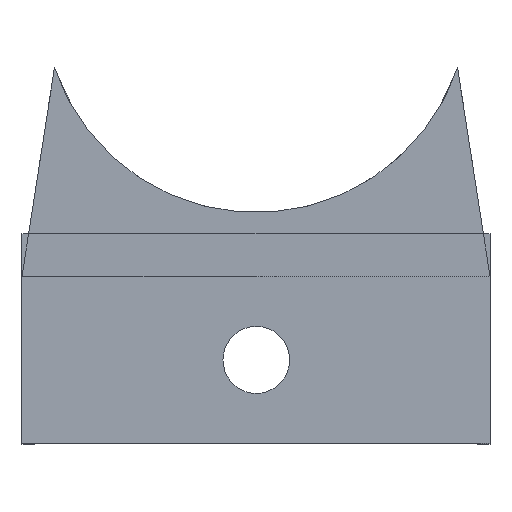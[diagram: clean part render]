
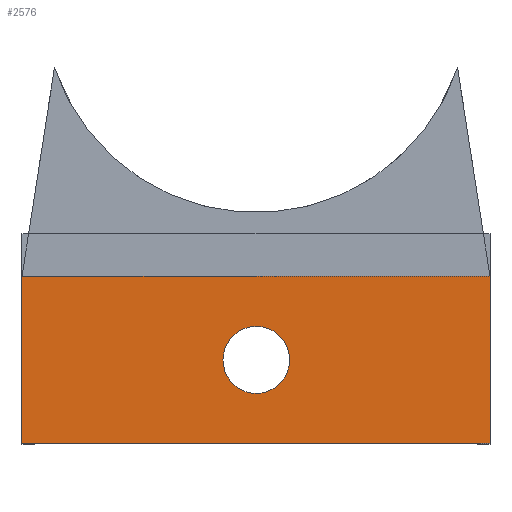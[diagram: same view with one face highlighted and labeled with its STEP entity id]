
A CAD part, top view. The second image highlights one B-rep face of the part: STEP entity #2576.
In plain terms, the highlighted planar face has unit normal (0, 0, 1).
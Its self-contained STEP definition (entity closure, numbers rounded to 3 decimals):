
#44 = PLANE('',#45);
#45 = AXIS2_PLACEMENT_3D('',#46,#47,#48);
#46 = CARTESIAN_POINT('',(52.467,-0.741,
    -12.838));
#47 = DIRECTION('',(1.,0.,0.));
#48 = DIRECTION('',(0.,0.,1.));
#274 = PLANE('',#275);
#275 = AXIS2_PLACEMENT_3D('',#276,#277,#278);
#276 = CARTESIAN_POINT('',(30.467,-0.741,
    -12.838));
#277 = DIRECTION('',(1.,0.,0.));
#278 = DIRECTION('',(0.,0.,1.));
#1019 = VERTEX_POINT('',#1020);
#1020 = CARTESIAN_POINT('',(52.467,1.842,-3.));
#1034 = PLANE('',#1035);
#1035 = AXIS2_PLACEMENT_3D('',#1036,#1037,#1038);
#1036 = CARTESIAN_POINT('',(52.467,1.842,
    0.));
#1037 = DIRECTION('',(0.,-1.,0.));
#1038 = DIRECTION('',(0.,0.,-1.));
#1046 = EDGE_CURVE('',#1019,#1047,#1049,.T.);
#1047 = VERTEX_POINT('',#1048);
#1048 = CARTESIAN_POINT('',(52.467,-6.,-3.));
#1049 = SURFACE_CURVE('',#1050,(#1054,#1061),.PCURVE_S1.);
#1050 = LINE('',#1051,#1052);
#1051 = CARTESIAN_POINT('',(52.467,1.842,-3.));
#1052 = VECTOR('',#1053,1.);
#1053 = DIRECTION('',(0.,-1.,0.));
#1054 = PCURVE('',#44,#1055);
#1055 = DEFINITIONAL_REPRESENTATION('',(#1056),#1060);
#1056 = LINE('',#1057,#1058);
#1057 = CARTESIAN_POINT('',(9.838,-2.584));
#1058 = VECTOR('',#1059,1.);
#1059 = DIRECTION('',(0.,1.));
#1060 = ( GEOMETRIC_REPRESENTATION_CONTEXT(2) 
PARAMETRIC_REPRESENTATION_CONTEXT() REPRESENTATION_CONTEXT('2D SPACE',''
  ) );
#1061 = PCURVE('',#1062,#1067);
#1062 = PLANE('',#1063);
#1063 = AXIS2_PLACEMENT_3D('',#1064,#1065,#1066);
#1064 = CARTESIAN_POINT('',(52.467,1.842,-3.));
#1065 = DIRECTION('',(0.,0.,1.));
#1066 = DIRECTION('',(0.,-1.,0.));
#1067 = DEFINITIONAL_REPRESENTATION('',(#1068),#1072);
#1068 = LINE('',#1069,#1070);
#1069 = CARTESIAN_POINT('',(0.,0.));
#1070 = VECTOR('',#1071,1.);
#1071 = DIRECTION('',(1.,0.));
#1072 = ( GEOMETRIC_REPRESENTATION_CONTEXT(2) 
PARAMETRIC_REPRESENTATION_CONTEXT() REPRESENTATION_CONTEXT('2D SPACE',''
  ) );
#1088 = PLANE('',#1089);
#1089 = AXIS2_PLACEMENT_3D('',#1090,#1091,#1092);
#1090 = CARTESIAN_POINT('',(52.467,-6.,-3.));
#1091 = DIRECTION('',(0.,-1.,0.));
#1092 = DIRECTION('',(0.,0.,-1.));
#2117 = VERTEX_POINT('',#2118);
#2118 = CARTESIAN_POINT('',(30.467,1.842,-3.));
#2139 = EDGE_CURVE('',#2117,#2140,#2142,.T.);
#2140 = VERTEX_POINT('',#2141);
#2141 = CARTESIAN_POINT('',(30.467,-6.,-3.));
#2142 = SURFACE_CURVE('',#2143,(#2147,#2154),.PCURVE_S1.);
#2143 = LINE('',#2144,#2145);
#2144 = CARTESIAN_POINT('',(30.467,1.842,-3.));
#2145 = VECTOR('',#2146,1.);
#2146 = DIRECTION('',(0.,-1.,0.));
#2147 = PCURVE('',#274,#2148);
#2148 = DEFINITIONAL_REPRESENTATION('',(#2149),#2153);
#2149 = LINE('',#2150,#2151);
#2150 = CARTESIAN_POINT('',(9.838,-2.584));
#2151 = VECTOR('',#2152,1.);
#2152 = DIRECTION('',(0.,1.));
#2153 = ( GEOMETRIC_REPRESENTATION_CONTEXT(2) 
PARAMETRIC_REPRESENTATION_CONTEXT() REPRESENTATION_CONTEXT('2D SPACE',''
  ) );
#2154 = PCURVE('',#1062,#2155);
#2155 = DEFINITIONAL_REPRESENTATION('',(#2156),#2160);
#2156 = LINE('',#2157,#2158);
#2157 = CARTESIAN_POINT('',(0.,-22.));
#2158 = VECTOR('',#2159,1.);
#2159 = DIRECTION('',(1.,0.));
#2160 = ( GEOMETRIC_REPRESENTATION_CONTEXT(2) 
PARAMETRIC_REPRESENTATION_CONTEXT() REPRESENTATION_CONTEXT('2D SPACE',''
  ) );
#2450 = EDGE_CURVE('',#1047,#2140,#2451,.T.);
#2451 = SURFACE_CURVE('',#2452,(#2456,#2463),.PCURVE_S1.);
#2452 = LINE('',#2453,#2454);
#2453 = CARTESIAN_POINT('',(52.467,-6.,-3.));
#2454 = VECTOR('',#2455,1.);
#2455 = DIRECTION('',(-1.,-0.,-0.));
#2456 = PCURVE('',#1088,#2457);
#2457 = DEFINITIONAL_REPRESENTATION('',(#2458),#2462);
#2458 = LINE('',#2459,#2460);
#2459 = CARTESIAN_POINT('',(0.,0.));
#2460 = VECTOR('',#2461,1.);
#2461 = DIRECTION('',(0.,-1.));
#2462 = ( GEOMETRIC_REPRESENTATION_CONTEXT(2) 
PARAMETRIC_REPRESENTATION_CONTEXT() REPRESENTATION_CONTEXT('2D SPACE',''
  ) );
#2463 = PCURVE('',#1062,#2464);
#2464 = DEFINITIONAL_REPRESENTATION('',(#2465),#2469);
#2465 = LINE('',#2466,#2467);
#2466 = CARTESIAN_POINT('',(7.842,0.));
#2467 = VECTOR('',#2468,1.);
#2468 = DIRECTION('',(0.,-1.));
#2469 = ( GEOMETRIC_REPRESENTATION_CONTEXT(2) 
PARAMETRIC_REPRESENTATION_CONTEXT() REPRESENTATION_CONTEXT('2D SPACE',''
  ) );
#2576 = ADVANCED_FACE('',(#2577,#2603),#1062,.T.);
#2577 = FACE_BOUND('',#2578,.T.);
#2578 = EDGE_LOOP('',(#2579,#2600,#2601,#2602));
#2579 = ORIENTED_EDGE('',*,*,#2580,.T.);
#2580 = EDGE_CURVE('',#1019,#2117,#2581,.T.);
#2581 = SURFACE_CURVE('',#2582,(#2586,#2593),.PCURVE_S1.);
#2582 = LINE('',#2583,#2584);
#2583 = CARTESIAN_POINT('',(52.467,1.842,-3.));
#2584 = VECTOR('',#2585,1.);
#2585 = DIRECTION('',(-1.,-0.,-0.));
#2586 = PCURVE('',#1062,#2587);
#2587 = DEFINITIONAL_REPRESENTATION('',(#2588),#2592);
#2588 = LINE('',#2589,#2590);
#2589 = CARTESIAN_POINT('',(0.,0.));
#2590 = VECTOR('',#2591,1.);
#2591 = DIRECTION('',(0.,-1.));
#2592 = ( GEOMETRIC_REPRESENTATION_CONTEXT(2) 
PARAMETRIC_REPRESENTATION_CONTEXT() REPRESENTATION_CONTEXT('2D SPACE',''
  ) );
#2593 = PCURVE('',#1034,#2594);
#2594 = DEFINITIONAL_REPRESENTATION('',(#2595),#2599);
#2595 = LINE('',#2596,#2597);
#2596 = CARTESIAN_POINT('',(3.,0.));
#2597 = VECTOR('',#2598,1.);
#2598 = DIRECTION('',(0.,-1.));
#2599 = ( GEOMETRIC_REPRESENTATION_CONTEXT(2) 
PARAMETRIC_REPRESENTATION_CONTEXT() REPRESENTATION_CONTEXT('2D SPACE',''
  ) );
#2600 = ORIENTED_EDGE('',*,*,#2139,.T.);
#2601 = ORIENTED_EDGE('',*,*,#2450,.F.);
#2602 = ORIENTED_EDGE('',*,*,#1046,.F.);
#2603 = FACE_BOUND('',#2604,.T.);
#2604 = EDGE_LOOP('',(#2605,#2640));
#2605 = ORIENTED_EDGE('',*,*,#2606,.T.);
#2606 = EDGE_CURVE('',#2607,#2609,#2611,.T.);
#2607 = VERTEX_POINT('',#2608);
#2608 = CARTESIAN_POINT('',(41.481,-3.661,-3.));
#2609 = VERTEX_POINT('',#2610);
#2610 = CARTESIAN_POINT('',(41.481,-0.496,-3.));
#2611 = SURFACE_CURVE('',#2612,(#2617,#2628),.PCURVE_S1.);
#2612 = CIRCLE('',#2613,1.582);
#2613 = AXIS2_PLACEMENT_3D('',#2614,#2615,#2616);
#2614 = CARTESIAN_POINT('',(41.495,-2.079,-3.));
#2615 = DIRECTION('',(-0.,0.,-1.));
#2616 = DIRECTION('',(-1.,0.,0.));
#2617 = PCURVE('',#1062,#2618);
#2618 = DEFINITIONAL_REPRESENTATION('',(#2619),#2627);
#2619 = ( BOUNDED_CURVE() B_SPLINE_CURVE(2,(#2620,#2621,#2622,#2623,
#2624,#2625,#2626),.UNSPECIFIED.,.T.,.F.) B_SPLINE_CURVE_WITH_KNOTS((1,2
    ,2,2,2,1),(-2.094,0.,2.094,4.189,
6.283,8.378),.UNSPECIFIED.) CURVE() 
GEOMETRIC_REPRESENTATION_ITEM() RATIONAL_B_SPLINE_CURVE((1.,0.5,1.,0.5,
1.,0.5,1.)) REPRESENTATION_ITEM('') );
#2620 = CARTESIAN_POINT('',(3.921,-12.554));
#2621 = CARTESIAN_POINT('',(1.18,-12.554));
#2622 = CARTESIAN_POINT('',(2.551,-10.18));
#2623 = CARTESIAN_POINT('',(3.921,-7.806));
#2624 = CARTESIAN_POINT('',(5.292,-10.18));
#2625 = CARTESIAN_POINT('',(6.662,-12.554));
#2626 = CARTESIAN_POINT('',(3.921,-12.554));
#2627 = ( GEOMETRIC_REPRESENTATION_CONTEXT(2) 
PARAMETRIC_REPRESENTATION_CONTEXT() REPRESENTATION_CONTEXT('2D SPACE',''
  ) );
#2628 = PCURVE('',#2629,#2634);
#2629 = CYLINDRICAL_SURFACE('',#2630,1.582);
#2630 = AXIS2_PLACEMENT_3D('',#2631,#2632,#2633);
#2631 = CARTESIAN_POINT('',(41.495,-2.079,-6.));
#2632 = DIRECTION('',(-0.,-0.,-1.));
#2633 = DIRECTION('',(-1.,0.,0.));
#2634 = DEFINITIONAL_REPRESENTATION('',(#2635),#2639);
#2635 = LINE('',#2636,#2637);
#2636 = CARTESIAN_POINT('',(-12.566,-3.));
#2637 = VECTOR('',#2638,1.);
#2638 = DIRECTION('',(1.,-0.));
#2639 = ( GEOMETRIC_REPRESENTATION_CONTEXT(2) 
PARAMETRIC_REPRESENTATION_CONTEXT() REPRESENTATION_CONTEXT('2D SPACE',''
  ) );
#2640 = ORIENTED_EDGE('',*,*,#2641,.T.);
#2641 = EDGE_CURVE('',#2609,#2607,#2642,.T.);
#2642 = SURFACE_CURVE('',#2643,(#2648,#2659),.PCURVE_S1.);
#2643 = CIRCLE('',#2644,1.582);
#2644 = AXIS2_PLACEMENT_3D('',#2645,#2646,#2647);
#2645 = CARTESIAN_POINT('',(41.467,-2.079,-3.));
#2646 = DIRECTION('',(0.,0.,-1.));
#2647 = DIRECTION('',(1.,0.,0.));
#2648 = PCURVE('',#1062,#2649);
#2649 = DEFINITIONAL_REPRESENTATION('',(#2650),#2658);
#2650 = ( BOUNDED_CURVE() B_SPLINE_CURVE(2,(#2651,#2652,#2653,#2654,
#2655,#2656,#2657),.UNSPECIFIED.,.T.,.F.) B_SPLINE_CURVE_WITH_KNOTS((1,2
    ,2,2,2,1),(-2.094,0.,2.094,4.189,
6.283,8.378),.UNSPECIFIED.) CURVE() 
GEOMETRIC_REPRESENTATION_ITEM() RATIONAL_B_SPLINE_CURVE((1.,0.5,1.,0.5,
1.,0.5,1.)) REPRESENTATION_ITEM('') );
#2651 = CARTESIAN_POINT('',(3.921,-9.418));
#2652 = CARTESIAN_POINT('',(6.662,-9.418));
#2653 = CARTESIAN_POINT('',(5.292,-11.791));
#2654 = CARTESIAN_POINT('',(3.921,-14.165));
#2655 = CARTESIAN_POINT('',(2.551,-11.791));
#2656 = CARTESIAN_POINT('',(1.18,-9.418));
#2657 = CARTESIAN_POINT('',(3.921,-9.418));
#2658 = ( GEOMETRIC_REPRESENTATION_CONTEXT(2) 
PARAMETRIC_REPRESENTATION_CONTEXT() REPRESENTATION_CONTEXT('2D SPACE',''
  ) );
#2659 = PCURVE('',#2660,#2665);
#2660 = CYLINDRICAL_SURFACE('',#2661,1.582);
#2661 = AXIS2_PLACEMENT_3D('',#2662,#2663,#2664);
#2662 = CARTESIAN_POINT('',(41.467,-2.079,-6.));
#2663 = DIRECTION('',(0.,0.,-1.));
#2664 = DIRECTION('',(1.,0.,0.));
#2665 = DEFINITIONAL_REPRESENTATION('',(#2666),#2670);
#2666 = LINE('',#2667,#2668);
#2667 = CARTESIAN_POINT('',(0.,-3.));
#2668 = VECTOR('',#2669,1.);
#2669 = DIRECTION('',(1.,0.));
#2670 = ( GEOMETRIC_REPRESENTATION_CONTEXT(2) 
PARAMETRIC_REPRESENTATION_CONTEXT() REPRESENTATION_CONTEXT('2D SPACE',''
  ) );
